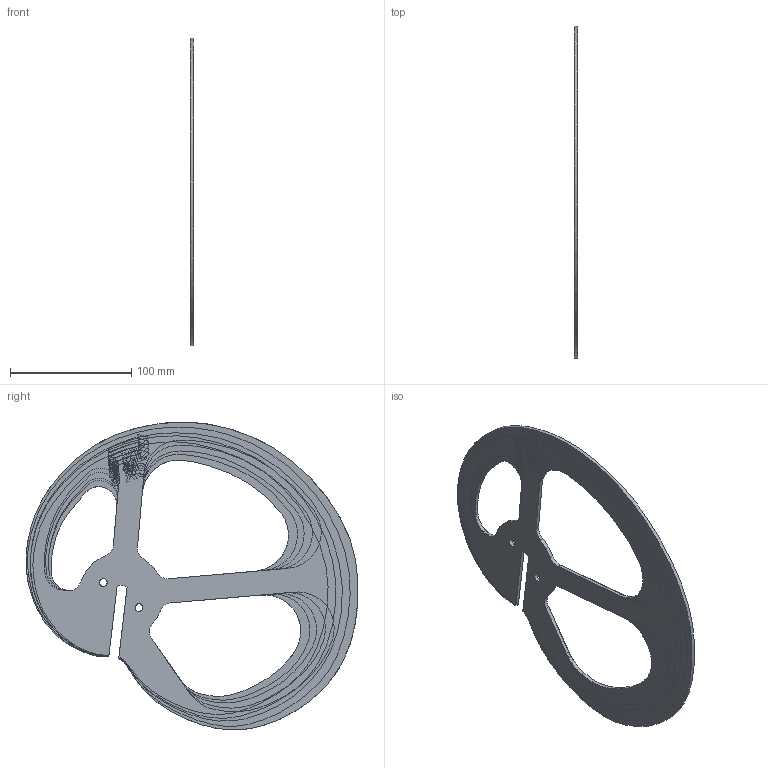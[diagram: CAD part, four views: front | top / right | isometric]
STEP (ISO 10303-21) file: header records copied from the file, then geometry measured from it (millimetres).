
FILE_DESCRIPTION( ( '' ), ' ' );
FILE_NAME( '5ed326299a1f740f8e4cc963.step', '2020-05-31T03:36:10', ( '' ), ( '' ), ' ', ' ', ' ' );
FILE_SCHEMA( ( 'AUTOMOTIVE_DESIGN { 1 0 10303 214 1 1 1 1 }' ) );
Length unit declared in the file: metre
Products named in the file (6): Assem1; Cam 3XS; Cam 3L; Cam 3S; Cam 3M; Cam 3XL
Assembly tree (5 placements, depth 2):
  Assem1
    Cam 3XS
    Cam 3L
    Cam 3S
    Cam 3M
    Cam 3XL
Bounding box: 3 x 274.11 x 254.32 mm (x, y, z)
Surface area: 243027 mm2
Topology: 5 solids, 5 shells, 470 faces, 1380 edges, 920 vertices
Faces by surface type: extrusion 232, plane 138, cylinder 100
Full cylindrical faces by diameter (mm): 6.4 x10
Entity records: 31027 total; most frequent: CARTESIAN_POINT 15259, ORIENTED_EDGE 2740, DIRECTION 1825, EDGE_CURVE 1370, VECTOR 937, VERTEX_POINT 920, LINE 705, B_SPLINE_CURVE_WITH_KNOTS 697
